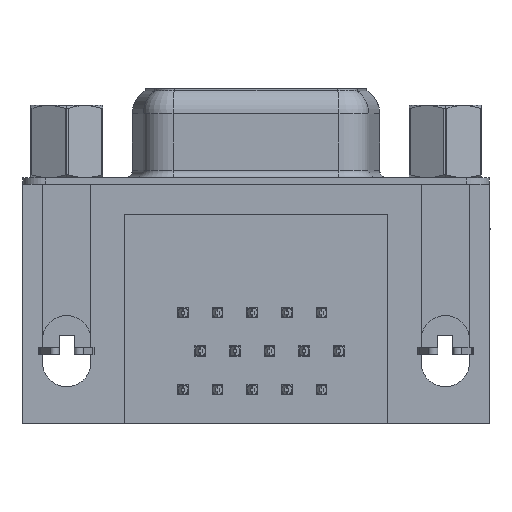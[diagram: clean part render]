
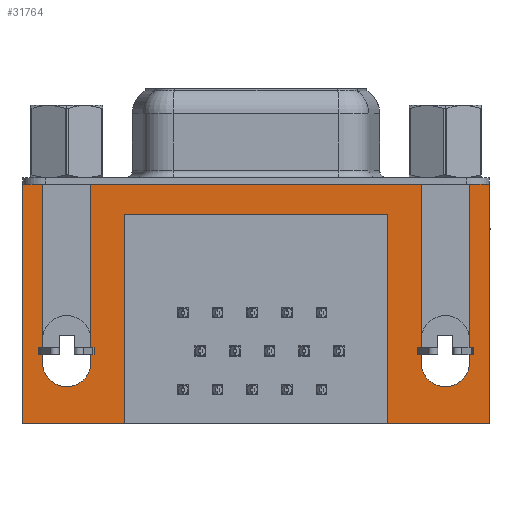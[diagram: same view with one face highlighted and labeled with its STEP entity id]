
A CAD part, front view. The second image highlights one B-rep face of the part: STEP entity #31764.
In plain terms, the highlighted planar face has unit normal (0, -1, 0).
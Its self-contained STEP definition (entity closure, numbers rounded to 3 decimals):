
#21 = LINE ( 'NONE', #25586, #34379 ) ;
#458 = CARTESIAN_POINT ( 'NONE',  ( 24.99, -6.275, -11.78 ) ) ;
#552 = CARTESIAN_POINT ( 'NONE',  ( 1.6, -6.275, 0. ) ) ;
#976 = LINE ( 'NONE', #21377, #11108 ) ;
#1269 = ORIENTED_EDGE ( 'NONE', *, *, #3131, .F. ) ;
#1610 = DIRECTION ( 'NONE',  ( 1., 0., 0. ) ) ;
#2010 = DIRECTION ( 'NONE',  ( 0., -1., 0. ) ) ;
#2022 = VERTEX_POINT ( 'NONE', #37505 ) ;
#2105 = ORIENTED_EDGE ( 'NONE', *, *, #24009, .F. ) ;
#2176 = VERTEX_POINT ( 'NONE', #24753 ) ;
#2536 = EDGE_CURVE ( 'NONE', #2022, #2176, #31947, .T. ) ;
#3131 = EDGE_CURVE ( 'NONE', #33222, #30894, #11735, .T. ) ;
#3174 = ORIENTED_EDGE ( 'NONE', *, *, #15574, .F. ) ;
#3225 = EDGE_CURVE ( 'NONE', #21628, #29716, #14997, .T. ) ;
#3320 = EDGE_CURVE ( 'NONE', #22904, #37595, #9516, .T. ) ;
#3629 = DIRECTION ( 'NONE',  ( 0., 0., -1. ) ) ;
#3835 = DIRECTION ( 'NONE',  ( 0., 0., 1. ) ) ;
#4349 = AXIS2_PLACEMENT_3D ( 'NONE', #22204, #16626, #32299 ) ;
#4683 = CARTESIAN_POINT ( 'NONE',  ( 0., -6.275, -11.78 ) ) ;
#4836 = LINE ( 'NONE', #16578, #18936 ) ;
#4975 = ORIENTED_EDGE ( 'NONE', *, *, #2536, .F. ) ;
#4977 = AXIS2_PLACEMENT_3D ( 'NONE', #4683, #2010, #1610 ) ;
#5600 = VECTOR ( 'NONE', #27461, 1000. ) ;
#6125 = VECTOR ( 'NONE', #20465, 1000. ) ;
#6216 = EDGE_LOOP ( 'NONE', ( #24558, #3174, #27936, #11266, #1269, #36635, #35500, #4975, #22045, #2105, #25529, #37024, #32177, #30864, #38021, #30150 ) ) ;
#6325 = CARTESIAN_POINT ( 'NONE',  ( 23.39, -6.275, 0. ) ) ;
#6336 = DIRECTION ( 'NONE',  ( 0., 0., 1. ) ) ;
#6365 = CARTESIAN_POINT ( 'NONE',  ( 3.79, -6.275, -2. ) ) ;
#6446 = LINE ( 'NONE', #15290, #36218 ) ;
#6754 = DIRECTION ( 'NONE',  ( 0., 0., 1. ) ) ;
#6819 = EDGE_CURVE ( 'NONE', #27291, #2022, #21534, .T. ) ;
#6993 = DIRECTION ( 'NONE',  ( -1., 0., 0. ) ) ;
#7488 = LINE ( 'NONE', #15761, #5600 ) ;
#7585 = FACE_OUTER_BOUND ( 'NONE', #6216, .T. ) ;
#7685 = AXIS2_PLACEMENT_3D ( 'NONE', #458, #18358, #12202 ) ;
#8220 = LINE ( 'NONE', #13971, #10333 ) ;
#8577 = DIRECTION ( 'NONE',  ( 0., 0., -1. ) ) ;
#8706 = CARTESIAN_POINT ( 'NONE',  ( -2.91, -6.275, 0. ) ) ;
#9192 = CARTESIAN_POINT ( 'NONE',  ( 21.2, -6.275, -15.8 ) ) ;
#9494 = CARTESIAN_POINT ( 'NONE',  ( 23.39, -6.275, -11.78 ) ) ;
#9516 = LINE ( 'NONE', #18736, #20882 ) ;
#10333 = VECTOR ( 'NONE', #25688, 1000. ) ;
#10436 = VERTEX_POINT ( 'NONE', #25557 ) ;
#10453 = CARTESIAN_POINT ( 'NONE',  ( 26.59, -6.275, -11.78 ) ) ;
#10844 = VERTEX_POINT ( 'NONE', #15566 ) ;
#11108 = VECTOR ( 'NONE', #6754, 1000. ) ;
#11266 = ORIENTED_EDGE ( 'NONE', *, *, #37247, .F. ) ;
#11377 = DIRECTION ( 'NONE',  ( 1., 0., 0. ) ) ;
#11451 = CARTESIAN_POINT ( 'NONE',  ( 3.79, -6.275, -2. ) ) ;
#11735 = LINE ( 'NONE', #552, #14114 ) ;
#12202 = DIRECTION ( 'NONE',  ( -1., 0., 0. ) ) ;
#13338 = VECTOR ( 'NONE', #21399, 1000. ) ;
#13434 = EDGE_CURVE ( 'NONE', #24025, #29112, #34707, .T. ) ;
#13965 = CARTESIAN_POINT ( 'NONE',  ( 3.79, -6.275, -15.8 ) ) ;
#13971 = CARTESIAN_POINT ( 'NONE',  ( 21.2, -6.275, -2. ) ) ;
#14114 = VECTOR ( 'NONE', #6336, 1000. ) ;
#14205 = VECTOR ( 'NONE', #3835, 1000. ) ;
#14276 = DIRECTION ( 'NONE',  ( -1., 0., 0. ) ) ;
#14997 = LINE ( 'NONE', #18252, #27620 ) ;
#15290 = CARTESIAN_POINT ( 'NONE',  ( 27.9, -6.275, -2.5 ) ) ;
#15566 = CARTESIAN_POINT ( 'NONE',  ( -1.6, -6.275, -11.78 ) ) ;
#15574 = EDGE_CURVE ( 'NONE', #29716, #23347, #27932, .T. ) ;
#15761 = CARTESIAN_POINT ( 'NONE',  ( -1.6, -6.275, 0. ) ) ;
#15880 = CARTESIAN_POINT ( 'NONE',  ( 27.9, -6.275, -15.8 ) ) ;
#16578 = CARTESIAN_POINT ( 'NONE',  ( -2.91, -6.275, 0. ) ) ;
#16626 = DIRECTION ( 'NONE',  ( 0., -1., 0. ) ) ;
#17303 = LINE ( 'NONE', #23428, #36679 ) ;
#18182 = DIRECTION ( 'NONE',  ( 0., 0., 1. ) ) ;
#18252 = CARTESIAN_POINT ( 'NONE',  ( 23.39, -6.275, 0. ) ) ;
#18358 = DIRECTION ( 'NONE',  ( 0., -1., 0. ) ) ;
#18736 = CARTESIAN_POINT ( 'NONE',  ( 27.9, -6.275, -15.8 ) ) ;
#18817 = CARTESIAN_POINT ( 'NONE',  ( -2.91, -6.275, -2.5 ) ) ;
#18936 = VECTOR ( 'NONE', #11377, 1000. ) ;
#19507 = EDGE_CURVE ( 'NONE', #23347, #27866, #976, .T. ) ;
#20274 = EDGE_CURVE ( 'NONE', #10844, #33222, #29529, .T. ) ;
#20465 = DIRECTION ( 'NONE',  ( 1., 0., 0. ) ) ;
#20882 = VECTOR ( 'NONE', #6993, 1000. ) ;
#21377 = CARTESIAN_POINT ( 'NONE',  ( 26.59, -6.275, 0. ) ) ;
#21399 = DIRECTION ( 'NONE',  ( -1., 0., 0. ) ) ;
#21534 = LINE ( 'NONE', #18817, #14205 ) ;
#21628 = VERTEX_POINT ( 'NONE', #6325 ) ;
#22045 = ORIENTED_EDGE ( 'NONE', *, *, #6819, .F. ) ;
#22204 = CARTESIAN_POINT ( 'NONE',  ( -2.91, -6.275, -2.5 ) ) ;
#22570 = PLANE ( 'NONE',  #4349 ) ;
#22845 = VECTOR ( 'NONE', #8577, 1000. ) ;
#22904 = VERTEX_POINT ( 'NONE', #15880 ) ;
#23347 = VERTEX_POINT ( 'NONE', #10453 ) ;
#23428 = CARTESIAN_POINT ( 'NONE',  ( -2.91, -6.275, 0. ) ) ;
#23605 = DIRECTION ( 'NONE',  ( 1., 0., 0. ) ) ;
#23771 = CARTESIAN_POINT ( 'NONE',  ( 1.6, -6.275, -11.78 ) ) ;
#24009 = EDGE_CURVE ( 'NONE', #29112, #27291, #21, .T. ) ;
#24025 = VERTEX_POINT ( 'NONE', #6365 ) ;
#24558 = ORIENTED_EDGE ( 'NONE', *, *, #19507, .F. ) ;
#24753 = CARTESIAN_POINT ( 'NONE',  ( -1.6, -6.275, 0. ) ) ;
#25529 = ORIENTED_EDGE ( 'NONE', *, *, #13434, .F. ) ;
#25557 = CARTESIAN_POINT ( 'NONE',  ( 27.9, -6.275, 0. ) ) ;
#25586 = CARTESIAN_POINT ( 'NONE',  ( 27.9, -6.275, -15.8 ) ) ;
#25688 = DIRECTION ( 'NONE',  ( 0., 0., 1. ) ) ;
#26650 = EDGE_CURVE ( 'NONE', #37595, #30012, #8220, .T. ) ;
#27114 = CARTESIAN_POINT ( 'NONE',  ( 21.2, -6.275, -2. ) ) ;
#27291 = VERTEX_POINT ( 'NONE', #28854 ) ;
#27461 = DIRECTION ( 'NONE',  ( 0., 0., -1. ) ) ;
#27620 = VECTOR ( 'NONE', #3629, 1000. ) ;
#27866 = VERTEX_POINT ( 'NONE', #32086 ) ;
#27932 = CIRCLE ( 'NONE', #7685, 1.6 ) ;
#27936 = ORIENTED_EDGE ( 'NONE', *, *, #3225, .F. ) ;
#28854 = CARTESIAN_POINT ( 'NONE',  ( -2.91, -6.275, -15.8 ) ) ;
#29112 = VERTEX_POINT ( 'NONE', #13965 ) ;
#29529 = CIRCLE ( 'NONE', #4977, 1.6 ) ;
#29716 = VERTEX_POINT ( 'NONE', #9494 ) ;
#30012 = VERTEX_POINT ( 'NONE', #27114 ) ;
#30150 = ORIENTED_EDGE ( 'NONE', *, *, #36583, .F. ) ;
#30365 = CARTESIAN_POINT ( 'NONE',  ( 1.6, -6.275, 0. ) ) ;
#30782 = CARTESIAN_POINT ( 'NONE',  ( 3.79, -6.275, -2. ) ) ;
#30864 = ORIENTED_EDGE ( 'NONE', *, *, #3320, .F. ) ;
#30894 = VERTEX_POINT ( 'NONE', #30365 ) ;
#31764 = ADVANCED_FACE ( 'NONE', ( #7585 ), #22570, .T. ) ;
#31947 = LINE ( 'NONE', #8706, #6125 ) ;
#32032 = EDGE_CURVE ( 'NONE', #2176, #10844, #7488, .T. ) ;
#32086 = CARTESIAN_POINT ( 'NONE',  ( 26.59, -6.275, 0. ) ) ;
#32177 = ORIENTED_EDGE ( 'NONE', *, *, #26650, .F. ) ;
#32299 = DIRECTION ( 'NONE',  ( 0., 0., -1. ) ) ;
#33222 = VERTEX_POINT ( 'NONE', #23771 ) ;
#34379 = VECTOR ( 'NONE', #14276, 1000. ) ;
#34707 = LINE ( 'NONE', #11451, #22845 ) ;
#34789 = EDGE_CURVE ( 'NONE', #22904, #10436, #6446, .T. ) ;
#35500 = ORIENTED_EDGE ( 'NONE', *, *, #32032, .F. ) ;
#36026 = EDGE_CURVE ( 'NONE', #30012, #24025, #36179, .T. ) ;
#36179 = LINE ( 'NONE', #30782, #13338 ) ;
#36218 = VECTOR ( 'NONE', #18182, 1000. ) ;
#36583 = EDGE_CURVE ( 'NONE', #27866, #10436, #17303, .T. ) ;
#36635 = ORIENTED_EDGE ( 'NONE', *, *, #20274, .F. ) ;
#36679 = VECTOR ( 'NONE', #23605, 1000. ) ;
#37024 = ORIENTED_EDGE ( 'NONE', *, *, #36026, .F. ) ;
#37247 = EDGE_CURVE ( 'NONE', #30894, #21628, #4836, .T. ) ;
#37505 = CARTESIAN_POINT ( 'NONE',  ( -2.91, -6.275, 0. ) ) ;
#37595 = VERTEX_POINT ( 'NONE', #9192 ) ;
#38021 = ORIENTED_EDGE ( 'NONE', *, *, #34789, .T. ) ;
